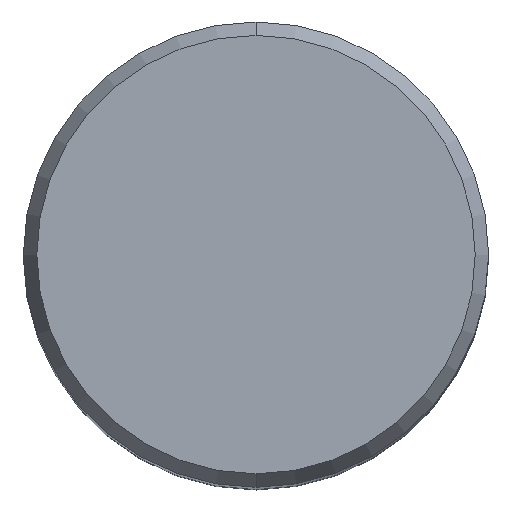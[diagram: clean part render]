
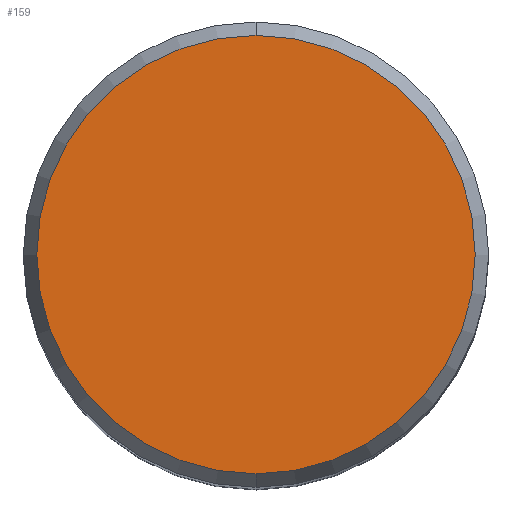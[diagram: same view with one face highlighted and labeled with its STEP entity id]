
A CAD part, top view. The second image highlights one B-rep face of the part: STEP entity #159.
In plain terms, the highlighted planar face has unit normal (0, 0, 1).
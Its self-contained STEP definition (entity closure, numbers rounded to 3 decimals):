
#89=VERTEX_POINT('',#216);
#125=VERTEX_POINT('',#255);
#147=EDGE_CURVE('',#125,#89,#282,.T.);
#149=EDGE_CURVE('',#89,#125,#284,.T.);
#159=ADVANCED_FACE('',(#296),#297,.T.);
#216=CARTESIAN_POINT('',(0.0,7.479,0.01));
#255=CARTESIAN_POINT('',(0.,-7.479,0.01));
#282=CIRCLE('',#434,7.479);
#284=CIRCLE('',#437,7.479);
#296=FACE_OUTER_BOUND('',#449,.T.);
#297=PLANE('',#450);
#434=AXIS2_PLACEMENT_3D('',#591,#592,#593);
#437=AXIS2_PLACEMENT_3D('',#594,#595,#596);
#449=EDGE_LOOP('',(#614,#615));
#450=AXIS2_PLACEMENT_3D('',#616,#617,#618);
#591=CARTESIAN_POINT('',(0.0,0.0,0.01));
#592=DIRECTION('',(0.0,0.0,-1.0));
#593=DIRECTION('',(0.0,1.0,0.0));
#594=CARTESIAN_POINT('',(0.0,0.0,0.01));
#595=DIRECTION('',(0.0,0.0,-1.0));
#596=DIRECTION('',(0.0,1.0,0.0));
#614=ORIENTED_EDGE('',*,*,#149,.F.);
#615=ORIENTED_EDGE('',*,*,#147,.F.);
#616=CARTESIAN_POINT('',(0.0,3.74,0.01));
#617=DIRECTION('',(-0.0,0.0,1.0));
#618=DIRECTION('',(0.0,-1.0,0.0));
